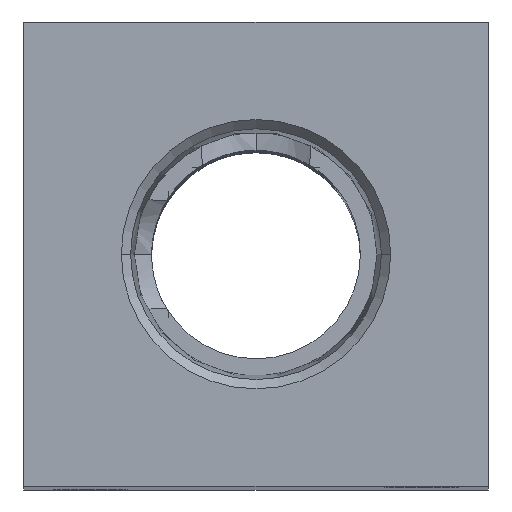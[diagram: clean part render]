
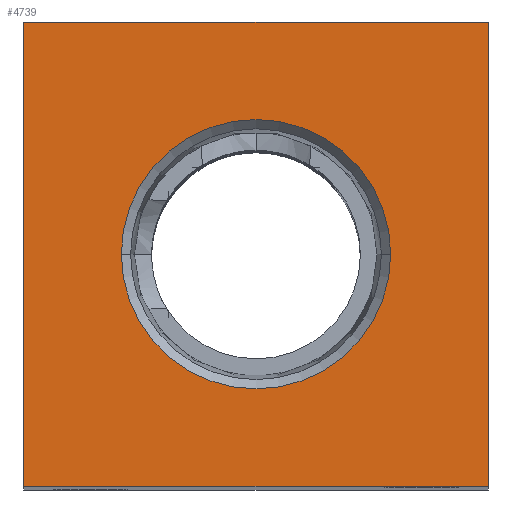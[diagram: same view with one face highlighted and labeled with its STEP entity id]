
A CAD part, top view. The second image highlights one B-rep face of the part: STEP entity #4739.
In plain terms, the highlighted planar face has unit normal (0, 0, 1).
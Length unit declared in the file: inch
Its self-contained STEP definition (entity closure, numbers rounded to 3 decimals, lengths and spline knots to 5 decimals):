
#82 = CARTESIAN_POINT ( 'NONE',  ( 0.625, -0.625, 2.8125 ) ) ;
#99 = CARTESIAN_POINT ( 'NONE',  ( -0.625, -0.625, 2.8125 ) ) ;
#123 = DIRECTION ( 'NONE',  ( 0., 0., 1. ) ) ;
#165 = CARTESIAN_POINT ( 'NONE',  ( 0.625, -0.625, 2.8125 ) ) ;
#233 = DIRECTION ( 'NONE',  ( 1., 0., 0. ) ) ;
#355 = AXIS2_PLACEMENT_3D ( 'NONE', #1477, #123, #233 ) ;
#644 = CARTESIAN_POINT ( 'NONE',  ( 0., 0., 2.8125 ) ) ;
#702 = FACE_OUTER_BOUND ( 'NONE', #4043, .T. ) ;
#715 = CARTESIAN_POINT ( 'NONE',  ( 0.625, 0.625, 2.8125 ) ) ;
#825 = VERTEX_POINT ( 'NONE', #1042 ) ;
#1042 = CARTESIAN_POINT ( 'NONE',  ( -0.3626, 0., 2.8125 ) ) ;
#1067 = DIRECTION ( 'NONE',  ( 1., 0., 0. ) ) ;
#1068 = DIRECTION ( 'NONE',  ( 0., 1., 0. ) ) ;
#1305 = VERTEX_POINT ( 'NONE', #1404 ) ;
#1320 = EDGE_CURVE ( 'NONE', #3444, #1305, #5627, .T. ) ;
#1404 = CARTESIAN_POINT ( 'NONE',  ( 0.625, -0.625, 2.8125 ) ) ;
#1477 = CARTESIAN_POINT ( 'NONE',  ( 0., 0., 2.8125 ) ) ;
#1501 = VECTOR ( 'NONE', #5401, 39.37008 ) ;
#1612 = EDGE_CURVE ( 'NONE', #1614, #825, #2365, .T. ) ;
#1614 = VERTEX_POINT ( 'NONE', #5234 ) ;
#1831 = ORIENTED_EDGE ( 'NONE', *, *, #4495, .F. ) ;
#2132 = EDGE_CURVE ( 'NONE', #1305, #2955, #5078, .T. ) ;
#2138 = LINE ( 'NONE', #99, #1501 ) ;
#2151 = CARTESIAN_POINT ( 'NONE',  ( -0.625, -0.625, 2.8125 ) ) ;
#2365 = CIRCLE ( 'NONE', #355, 0.3626 ) ;
#2435 = DIRECTION ( 'NONE',  ( 0., 0., 1. ) ) ;
#2501 = DIRECTION ( 'NONE',  ( -1., 0., 0. ) ) ;
#2630 = CARTESIAN_POINT ( 'NONE',  ( 0., 0., 2.8125 ) ) ;
#2774 = VECTOR ( 'NONE', #2501, 39.37008 ) ;
#2955 = VERTEX_POINT ( 'NONE', #4253 ) ;
#2985 = CIRCLE ( 'NONE', #4417, 0.3626 ) ;
#3083 = DIRECTION ( 'NONE',  ( 1., 0., 0. ) ) ;
#3131 = ORIENTED_EDGE ( 'NONE', *, *, #1320, .T. ) ;
#3220 = EDGE_CURVE ( 'NONE', #4072, #3444, #2138, .T. ) ;
#3444 = VERTEX_POINT ( 'NONE', #2151 ) ;
#3593 = VECTOR ( 'NONE', #1067, 39.37008 ) ;
#3734 = ORIENTED_EDGE ( 'NONE', *, *, #4822, .T. ) ;
#3928 = VECTOR ( 'NONE', #1068, 39.37008 ) ;
#3940 = ORIENTED_EDGE ( 'NONE', *, *, #3220, .T. ) ;
#4043 = EDGE_LOOP ( 'NONE', ( #3940, #3131, #4342, #3734 ) ) ;
#4072 = VERTEX_POINT ( 'NONE', #5160 ) ;
#4160 = PLANE ( 'NONE',  #4307 ) ;
#4253 = CARTESIAN_POINT ( 'NONE',  ( 0.625, 0.625, 2.8125 ) ) ;
#4307 = AXIS2_PLACEMENT_3D ( 'NONE', #644, #2435, #5467 ) ;
#4342 = ORIENTED_EDGE ( 'NONE', *, *, #2132, .T. ) ;
#4417 = AXIS2_PLACEMENT_3D ( 'NONE', #2630, #5675, #3083 ) ;
#4495 = EDGE_CURVE ( 'NONE', #825, #1614, #2985, .T. ) ;
#4528 = EDGE_LOOP ( 'NONE', ( #5227, #1831 ) ) ;
#4739 = ADVANCED_FACE ( 'NONE', ( #5367, #702 ), #4160, .T. ) ;
#4822 = EDGE_CURVE ( 'NONE', #2955, #4072, #5094, .T. ) ;
#5078 = LINE ( 'NONE', #165, #3928 ) ;
#5094 = LINE ( 'NONE', #715, #2774 ) ;
#5160 = CARTESIAN_POINT ( 'NONE',  ( -0.625, 0.625, 2.8125 ) ) ;
#5227 = ORIENTED_EDGE ( 'NONE', *, *, #1612, .F. ) ;
#5234 = CARTESIAN_POINT ( 'NONE',  ( 0.3626, 0., 2.8125 ) ) ;
#5367 = FACE_BOUND ( 'NONE', #4528, .T. ) ;
#5401 = DIRECTION ( 'NONE',  ( 0., -1., 0. ) ) ;
#5467 = DIRECTION ( 'NONE',  ( 1., 0., 0. ) ) ;
#5627 = LINE ( 'NONE', #82, #3593 ) ;
#5675 = DIRECTION ( 'NONE',  ( 0., 0., 1. ) ) ;
